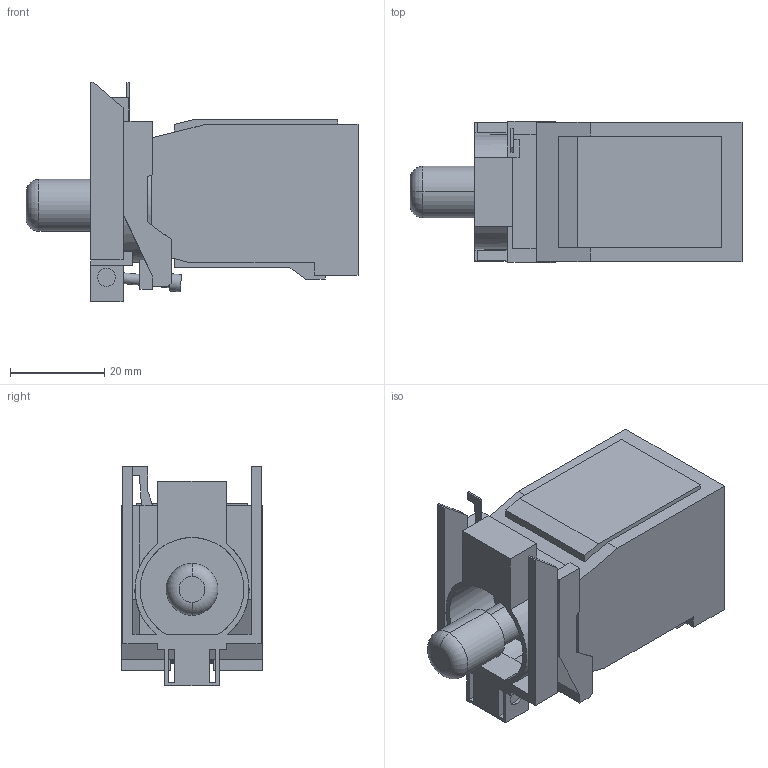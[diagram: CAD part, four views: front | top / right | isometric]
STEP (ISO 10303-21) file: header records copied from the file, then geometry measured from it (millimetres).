
FILE_DESCRIPTION(('starvars output'),'2;1');
FILE_NAME('ZB4BV5_3D.stp','11:02:06 2020/03/31',( 'Thomas Industrial Network Germany GmbH'),( 'Thomas Industrial Network Germany GmbH'),'unknown preprocess','ACIS' ,'unknown authorization');
FILE_SCHEMA(('AUTOMOTIVE_DESIGN_CC2 {UNKNOWN IMPLEMENTATION LEVEL}'));
Length unit declared in the file: millimetre
Products named in the file (1): PRODUCT_ID_10
Bounding box: 70.35 x 29.85 x 46.5 mm (x, y, z)
Volume: 48845.5 mm3; surface area: 13437.3 mm2
Topology: 1 solids, 1 shells, 142 faces, 411 edges, 272 vertices
Faces by surface type: plane 119, cylinder 21, torus 2
Entity records: 5330 total; most frequent: ORIENTED_EDGE 822, CARTESIAN_POINT 707, DIRECTION 569, EDGE_CURVE 411, VECTOR 301, LINE 301, VERTEX_POINT 272, EDGE_LOOP 155
